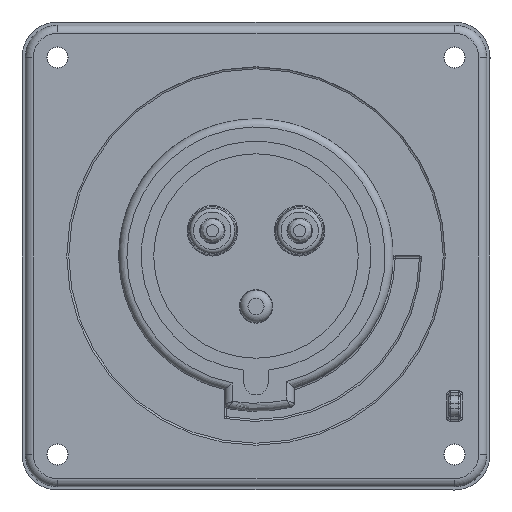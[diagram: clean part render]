
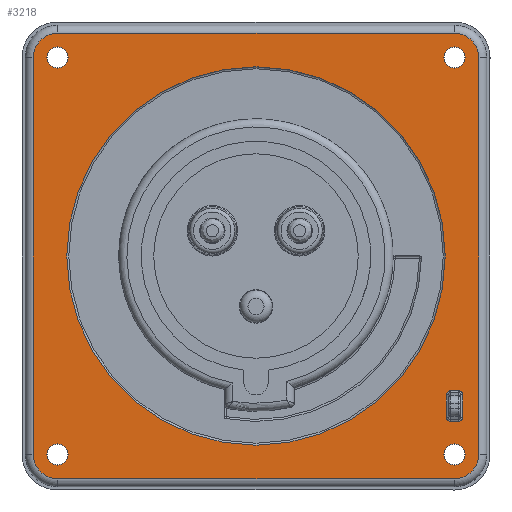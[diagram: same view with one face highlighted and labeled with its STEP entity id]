
A CAD part, front view. The second image highlights one B-rep face of the part: STEP entity #3218.
In plain terms, the highlighted planar face has unit normal (0, -1, 0).
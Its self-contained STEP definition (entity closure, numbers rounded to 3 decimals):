
#676=FACE_BOUND('',#7594,.T.);
#677=FACE_BOUND('',#7595,.T.);
#678=FACE_BOUND('',#7596,.T.);
#679=FACE_BOUND('',#7597,.T.);
#680=FACE_BOUND('',#7598,.T.);
#681=FACE_BOUND('',#7599,.T.);
#682=FACE_BOUND('',#7600,.T.);
#3218=ADVANCED_FACE('',(#676,#677,#678,#679,#680,#681,#682),#4244,.F.);
#4244=PLANE('',#31635);
#7594=EDGE_LOOP('',(#20025,#20026,#20027,#20028,#20029,#20030,#20031,#20032));
#7595=EDGE_LOOP('',(#20033));
#7596=EDGE_LOOP('',(#20034));
#7597=EDGE_LOOP('',(#20035));
#7598=EDGE_LOOP('',(#20036));
#7599=EDGE_LOOP('',(#20037));
#7600=EDGE_LOOP('',(#20038,#20039,#20040,#20041,#20042,#20043,#20044,#20045));
#8203=ELLIPSE('',#31617,1.015,1.);
#8204=ELLIPSE('',#31622,1.015,1.);
#8205=ELLIPSE('',#31625,1.015,1.);
#8206=ELLIPSE('',#31629,1.015,1.);
#9922=LINE('',#62632,#11802);
#9923=LINE('',#62642,#11803);
#9924=LINE('',#62650,#11804);
#9925=LINE('',#62658,#11805);
#9926=LINE('',#62693,#11806);
#9927=LINE('',#62710,#11807);
#9928=LINE('',#62729,#11808);
#9929=LINE('',#62748,#11809);
#11802=VECTOR('',#38821,1.);
#11803=VECTOR('',#38834,1.);
#11804=VECTOR('',#38845,1.);
#11805=VECTOR('',#38856,1.);
#11806=VECTOR('',#38887,1.);
#11807=VECTOR('',#38894,1.);
#11808=VECTOR('',#38903,1.);
#11809=VECTOR('',#38912,1.);
#13102=CIRCLE('',#31592,6.);
#13105=CIRCLE('',#31597,6.);
#13108=CIRCLE('',#31602,6.);
#13110=CIRCLE('',#31606,6.);
#13111=CIRCLE('',#31608,2.642);
#13112=CIRCLE('',#31610,2.642);
#13113=CIRCLE('',#31612,2.642);
#13114=CIRCLE('',#31614,2.642);
#13124=CIRCLE('',#31634,46.9);
#20025=ORIENTED_EDGE('',*,*,#27730,.F.);
#20026=ORIENTED_EDGE('',*,*,#27728,.F.);
#20027=ORIENTED_EDGE('',*,*,#27726,.F.);
#20028=ORIENTED_EDGE('',*,*,#27724,.F.);
#20029=ORIENTED_EDGE('',*,*,#27722,.F.);
#20030=ORIENTED_EDGE('',*,*,#27721,.F.);
#20031=ORIENTED_EDGE('',*,*,#27719,.F.);
#20032=ORIENTED_EDGE('',*,*,#27716,.F.);
#20033=ORIENTED_EDGE('',*,*,#27714,.F.);
#20034=ORIENTED_EDGE('',*,*,#27713,.F.);
#20035=ORIENTED_EDGE('',*,*,#27732,.F.);
#20036=ORIENTED_EDGE('',*,*,#27712,.F.);
#20037=ORIENTED_EDGE('',*,*,#27711,.F.);
#20038=ORIENTED_EDGE('',*,*,#27696,.F.);
#20039=ORIENTED_EDGE('',*,*,#27699,.F.);
#20040=ORIENTED_EDGE('',*,*,#27701,.F.);
#20041=ORIENTED_EDGE('',*,*,#27703,.F.);
#20042=ORIENTED_EDGE('',*,*,#27705,.F.);
#20043=ORIENTED_EDGE('',*,*,#27707,.F.);
#20044=ORIENTED_EDGE('',*,*,#27709,.F.);
#20045=ORIENTED_EDGE('',*,*,#27710,.F.);
#23937=VERTEX_POINT('',#62631);
#23938=VERTEX_POINT('',#62633);
#23939=VERTEX_POINT('',#62637);
#23940=VERTEX_POINT('',#62641);
#23941=VERTEX_POINT('',#62645);
#23942=VERTEX_POINT('',#62649);
#23943=VERTEX_POINT('',#62653);
#23944=VERTEX_POINT('',#62657);
#23945=VERTEX_POINT('',#62663);
#23946=VERTEX_POINT('',#62666);
#23947=VERTEX_POINT('',#62669);
#23948=VERTEX_POINT('',#62672);
#23949=VERTEX_POINT('',#62675);
#23950=VERTEX_POINT('',#62677);
#23951=VERTEX_POINT('',#62692);
#23952=VERTEX_POINT('',#62696);
#23953=VERTEX_POINT('',#62711);
#23954=VERTEX_POINT('',#62715);
#23955=VERTEX_POINT('',#62730);
#23956=VERTEX_POINT('',#62734);
#23958=VERTEX_POINT('',#62754);
#27696=EDGE_CURVE('',#23937,#23938,#9922,.T.);
#27699=EDGE_CURVE('',#23939,#23937,#13102,.T.);
#27701=EDGE_CURVE('',#23940,#23939,#9923,.T.);
#27703=EDGE_CURVE('',#23941,#23940,#13105,.T.);
#27705=EDGE_CURVE('',#23942,#23941,#9924,.T.);
#27707=EDGE_CURVE('',#23943,#23942,#13108,.T.);
#27709=EDGE_CURVE('',#23944,#23943,#9925,.T.);
#27710=EDGE_CURVE('',#23938,#23944,#13110,.T.);
#27711=EDGE_CURVE('',#23945,#23945,#13111,.T.);
#27712=EDGE_CURVE('',#23946,#23946,#13112,.T.);
#27713=EDGE_CURVE('',#23947,#23947,#13113,.T.);
#27714=EDGE_CURVE('',#23948,#23948,#13114,.T.);
#27716=EDGE_CURVE('',#23949,#23950,#8203,.T.);
#27719=EDGE_CURVE('',#23950,#23951,#9926,.T.);
#27721=EDGE_CURVE('',#23951,#23952,#8204,.T.);
#27722=EDGE_CURVE('',#23952,#23953,#9927,.T.);
#27724=EDGE_CURVE('',#23953,#23954,#8205,.T.);
#27726=EDGE_CURVE('',#23954,#23955,#9928,.T.);
#27728=EDGE_CURVE('',#23955,#23956,#8206,.T.);
#27730=EDGE_CURVE('',#23956,#23949,#9929,.T.);
#27732=EDGE_CURVE('',#23958,#23958,#13124,.T.);
#31592=AXIS2_PLACEMENT_3D('',#62638,#38828,#38829);
#31597=AXIS2_PLACEMENT_3D('',#62646,#38839,#38840);
#31602=AXIS2_PLACEMENT_3D('',#62654,#38850,#38851);
#31606=AXIS2_PLACEMENT_3D('',#62660,#38859,#38860);
#31608=AXIS2_PLACEMENT_3D('',#62662,#38863,#38864);
#31610=AXIS2_PLACEMENT_3D('',#62665,#38867,#38868);
#31612=AXIS2_PLACEMENT_3D('',#62668,#38871,#38872);
#31614=AXIS2_PLACEMENT_3D('',#62671,#38875,#38876);
#31617=AXIS2_PLACEMENT_3D('',#62676,#38881,#38882);
#31622=AXIS2_PLACEMENT_3D('',#62697,#38892,#38893);
#31625=AXIS2_PLACEMENT_3D('',#62714,#38899,#38900);
#31629=AXIS2_PLACEMENT_3D('',#62733,#38908,#38909);
#31634=AXIS2_PLACEMENT_3D('',#62753,#38919,#38920);
#31635=AXIS2_PLACEMENT_3D('',#62755,#38921,#38922);
#38821=DIRECTION('',(0.,0.,1.));
#38828=DIRECTION('',(0.,1.,0.));
#38829=DIRECTION('',(0.,0.,1.));
#38834=DIRECTION('',(-1.,0.,0.));
#38839=DIRECTION('',(0.,1.,0.));
#38840=DIRECTION('',(0.,0.,1.));
#38845=DIRECTION('',(0.,0.,-1.));
#38850=DIRECTION('',(0.,1.,0.));
#38851=DIRECTION('',(0.,0.,1.));
#38856=DIRECTION('',(1.,0.,0.));
#38859=DIRECTION('',(0.,1.,0.));
#38860=DIRECTION('',(0.,0.,1.));
#38863=DIRECTION('',(0.,-1.,0.));
#38864=DIRECTION('',(0.,0.,1.));
#38867=DIRECTION('',(0.,-1.,0.));
#38868=DIRECTION('',(0.,0.,1.));
#38871=DIRECTION('',(0.,-1.,0.));
#38872=DIRECTION('',(0.,0.,1.));
#38875=DIRECTION('',(0.,-1.,0.));
#38876=DIRECTION('',(0.,0.,1.));
#38881=DIRECTION('',(0.,-1.,0.));
#38882=DIRECTION('',(-0.049,0.,-0.999));
#38887=DIRECTION('',(1.,0.,0.));
#38892=DIRECTION('',(0.,-1.,0.));
#38893=DIRECTION('',(-0.049,0.,0.999));
#38894=DIRECTION('',(0.,0.,1.));
#38899=DIRECTION('',(0.,-1.,0.));
#38900=DIRECTION('',(-0.049,0.,-0.999));
#38903=DIRECTION('',(-1.,0.,0.));
#38908=DIRECTION('',(0.,-1.,0.));
#38909=DIRECTION('',(-0.049,0.,0.999));
#38912=DIRECTION('',(0.,0.,-1.));
#38919=DIRECTION('',(0.,-1.,0.));
#38920=DIRECTION('',(0.,0.,1.));
#38921=DIRECTION('',(0.,1.,0.));
#38922=DIRECTION('',(-0.707,0.,-0.707));
#62631=CARTESIAN_POINT('',(-55.2,24.9,-44.7));
#62632=CARTESIAN_POINT('',(-55.2,24.9,53.7));
#62633=CARTESIAN_POINT('',(-55.2,24.9,53.7));
#62637=CARTESIAN_POINT('',(-49.2,24.9,-50.7));
#62638=CARTESIAN_POINT('',(-49.2,24.9,-44.7));
#62641=CARTESIAN_POINT('',(49.2,24.9,-50.7));
#62642=CARTESIAN_POINT('',(-49.2,24.9,-50.7));
#62645=CARTESIAN_POINT('',(55.2,24.9,-44.7));
#62646=CARTESIAN_POINT('',(49.2,24.9,-44.7));
#62649=CARTESIAN_POINT('',(55.2,24.9,53.7));
#62650=CARTESIAN_POINT('',(55.2,24.9,-44.7));
#62653=CARTESIAN_POINT('',(49.2,24.9,59.7));
#62654=CARTESIAN_POINT('',(49.2,24.9,53.7));
#62657=CARTESIAN_POINT('',(-49.2,24.9,59.7));
#62658=CARTESIAN_POINT('',(49.2,24.9,59.7));
#62660=CARTESIAN_POINT('',(-49.2,24.9,53.7));
#62662=CARTESIAN_POINT('',(-49.2,24.9,53.7));
#62663=CARTESIAN_POINT('',(-49.2,24.9,56.342));
#62665=CARTESIAN_POINT('',(49.2,24.9,53.7));
#62666=CARTESIAN_POINT('',(49.2,24.9,56.342));
#62668=CARTESIAN_POINT('',(-49.2,24.9,-44.7));
#62669=CARTESIAN_POINT('',(-49.2,24.9,-42.058));
#62671=CARTESIAN_POINT('',(49.2,24.9,-44.7));
#62672=CARTESIAN_POINT('',(49.2,24.9,-42.058));
#62675=CARTESIAN_POINT('',(47.21,24.9,-35.467));
#62676=CARTESIAN_POINT('',(48.21,24.9,-35.466));
#62677=CARTESIAN_POINT('',(48.209,24.9,-36.481));
#62692=CARTESIAN_POINT('',(50.191,24.9,-36.481));
#62693=CARTESIAN_POINT('',(48.209,24.9,-36.481));
#62696=CARTESIAN_POINT('',(51.19,24.9,-35.467));
#62697=CARTESIAN_POINT('',(50.19,24.9,-35.466));
#62710=CARTESIAN_POINT('',(51.19,24.9,-35.467));
#62711=CARTESIAN_POINT('',(51.19,24.9,-29.933));
#62714=CARTESIAN_POINT('',(50.19,24.9,-29.934));
#62715=CARTESIAN_POINT('',(50.191,24.9,-28.919));
#62729=CARTESIAN_POINT('',(50.191,24.9,-28.919));
#62730=CARTESIAN_POINT('',(48.209,24.9,-28.919));
#62733=CARTESIAN_POINT('',(48.21,24.9,-29.934));
#62734=CARTESIAN_POINT('',(47.21,24.9,-29.933));
#62748=CARTESIAN_POINT('',(47.21,24.9,-29.933));
#62753=CARTESIAN_POINT('',(0.,24.9,4.5));
#62754=CARTESIAN_POINT('',(0.,24.9,51.4));
#62755=CARTESIAN_POINT('',(0.,24.9,4.5));
